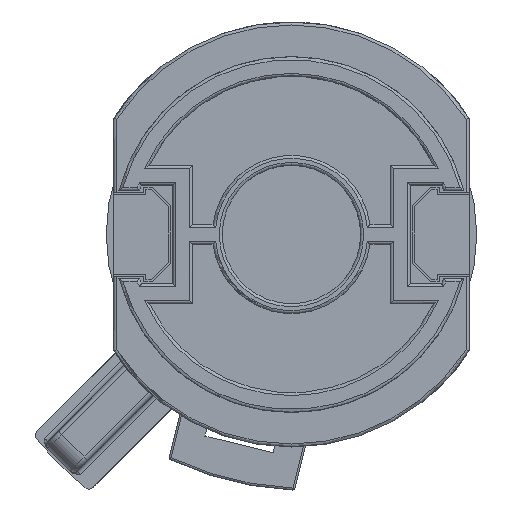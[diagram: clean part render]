
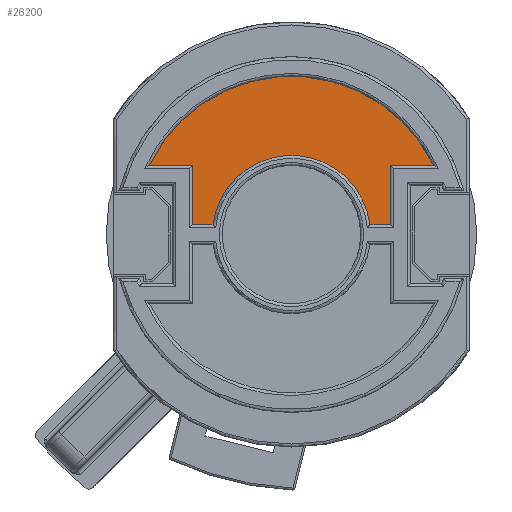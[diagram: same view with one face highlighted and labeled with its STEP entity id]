
A CAD part, front view. The second image highlights one B-rep face of the part: STEP entity #26200.
In plain terms, the highlighted face is planar.
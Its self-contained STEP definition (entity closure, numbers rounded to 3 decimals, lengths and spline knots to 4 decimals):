
#1785=LINE('',#84718,#3571);
#1788=LINE('',#84723,#3574);
#1791=LINE('',#84731,#3577);
#1831=LINE('',#85099,#3617);
#1834=LINE('',#85107,#3620);
#1836=LINE('',#85110,#3622);
#3571=VECTOR('',#35335,0.2362);
#3574=VECTOR('',#35340,0.1727);
#3577=VECTOR('',#35349,0.1727);
#3617=VECTOR('',#35507,0.0812);
#3620=VECTOR('',#35516,0.0812);
#3622=VECTOR('',#35520,0.2362);
#6809=FACE_OUTER_BOUND('',#8435,.T.);
#8435=EDGE_LOOP('',(#22454,#22455,#22456,#22457,#22458,#22459,#22460,#22461));
#9774=CIRCLE('',#29110,0.6299);
#9785=CIRCLE('',#29172,0.315);
#11929=VERTEX_POINT('',#84715);
#11930=VERTEX_POINT('',#84717);
#11931=VERTEX_POINT('',#84721);
#11932=VERTEX_POINT('',#84725);
#11933=VERTEX_POINT('',#84729);
#11966=VERTEX_POINT('',#85098);
#11967=VERTEX_POINT('',#85102);
#11968=VERTEX_POINT('',#85106);
#15453=EDGE_CURVE('',#11930,#11929,#1785,.T.);
#15456=EDGE_CURVE('',#11929,#11931,#1788,.T.);
#15458=EDGE_CURVE('',#11931,#11932,#9774,.T.);
#15460=EDGE_CURVE('',#11932,#11933,#1791,.T.);
#15534=EDGE_CURVE('',#11966,#11930,#1831,.T.);
#15536=EDGE_CURVE('',#11967,#11966,#9785,.T.);
#15538=EDGE_CURVE('',#11968,#11967,#1834,.T.);
#15540=EDGE_CURVE('',#11933,#11968,#1836,.T.);
#22454=ORIENTED_EDGE('',*,*,#15460,.T.);
#22455=ORIENTED_EDGE('',*,*,#15540,.T.);
#22456=ORIENTED_EDGE('',*,*,#15538,.T.);
#22457=ORIENTED_EDGE('',*,*,#15536,.T.);
#22458=ORIENTED_EDGE('',*,*,#15534,.T.);
#22459=ORIENTED_EDGE('',*,*,#15453,.T.);
#22460=ORIENTED_EDGE('',*,*,#15456,.T.);
#22461=ORIENTED_EDGE('',*,*,#15458,.T.);
#24399=PLANE('',#29184);
#26200=ADVANCED_FACE('',(#6809),#24399,.F.);
#29110=AXIS2_PLACEMENT_3D('',#84727,#35344,#35345);
#29172=AXIS2_PLACEMENT_3D('',#85103,#35511,#35512);
#29184=AXIS2_PLACEMENT_3D('',#85127,#35546,#35547);
#35335=DIRECTION('',(0.,1.,0.));
#35340=DIRECTION('',(-1.,0.,0.));
#35344=DIRECTION('center_axis',(0.,0.,-1.));
#35345=DIRECTION('ref_axis',(-0.899,0.438,0.));
#35349=DIRECTION('',(-1.,0.,0.));
#35507=DIRECTION('',(-1.,0.,0.));
#35511=DIRECTION('center_axis',(0.,0.,1.));
#35512=DIRECTION('ref_axis',(0.992,-0.125,0.));
#35516=DIRECTION('',(-1.,0.,0.));
#35520=DIRECTION('',(0.,-1.,0.));
#35546=DIRECTION('center_axis',(0.,0.,1.));
#35547=DIRECTION('ref_axis',(1.,0.,0.));
#84715=CARTESIAN_POINT('',(-0.3937,0.2756,0.));
#84717=CARTESIAN_POINT('',(-0.3937,0.0394,0.));
#84718=CARTESIAN_POINT('',(-0.3937,0.0394,0.));
#84721=CARTESIAN_POINT('',(-0.5664,0.2756,0.));
#84723=CARTESIAN_POINT('',(-0.3937,0.2756,0.));
#84725=CARTESIAN_POINT('',(0.5664,0.2756,0.));
#84727=CARTESIAN_POINT('Origin',(0.,0.,0.));
#84729=CARTESIAN_POINT('',(0.3937,0.2756,0.));
#84731=CARTESIAN_POINT('',(0.5664,0.2756,0.));
#85098=CARTESIAN_POINT('',(-0.3125,0.0394,0.));
#85099=CARTESIAN_POINT('',(-0.3125,0.0394,0.));
#85102=CARTESIAN_POINT('',(0.3125,0.0394,0.));
#85103=CARTESIAN_POINT('Origin',(0.,0.,0.));
#85106=CARTESIAN_POINT('',(0.3937,0.0394,0.));
#85107=CARTESIAN_POINT('',(0.3937,0.0394,0.));
#85110=CARTESIAN_POINT('',(0.3937,0.2756,0.));
#85127=CARTESIAN_POINT('Origin',(0.,0.,
0.));
